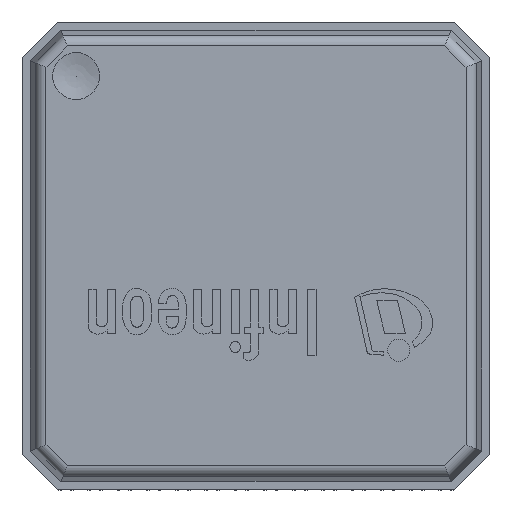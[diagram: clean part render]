
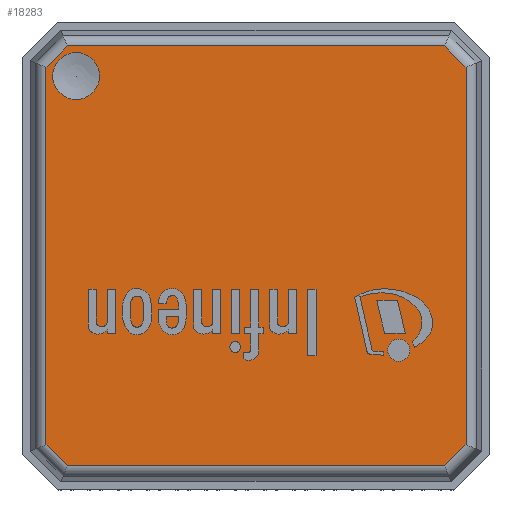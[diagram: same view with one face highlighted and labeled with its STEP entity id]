
A CAD part, top view. The second image highlights one B-rep face of the part: STEP entity #18283.
In plain terms, the highlighted planar face has unit normal (0, 0, 1).
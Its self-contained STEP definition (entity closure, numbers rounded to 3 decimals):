
#2084=LINE('',#30569,#4118);
#2086=LINE('',#30577,#4120);
#2088=LINE('',#30583,#4122);
#2091=LINE('',#30591,#4125);
#2093=LINE('',#30597,#4127);
#2095=LINE('',#30603,#4129);
#2097=LINE('',#30609,#4131);
#2099=LINE('',#30613,#4133);
#4118=VECTOR('',#24833,1.);
#4120=VECTOR('',#24841,1.);
#4122=VECTOR('',#24847,1.);
#4125=VECTOR('',#24854,1.);
#4127=VECTOR('',#24860,1.);
#4129=VECTOR('',#24866,1.);
#4131=VECTOR('',#24872,1.);
#4133=VECTOR('',#24878,1.);
#4859=PLANE('',#19862);
#5017=FACE_BOUND('',#7348,.T.);
#6299=FACE_OUTER_BOUND('',#7347,.T.);
#7347=EDGE_LOOP('',(#17192,#17193,#17194,#17195,#17196,#17197,#17198,#17199));
#7348=EDGE_LOOP('',(#17200));
#7874=CIRCLE('',#19863,0.4);
#9520=VERTEX_POINT('',#30567);
#9521=VERTEX_POINT('',#30568);
#9524=VERTEX_POINT('',#30576);
#9526=VERTEX_POINT('',#30582);
#9529=VERTEX_POINT('',#30590);
#9531=VERTEX_POINT('',#30596);
#9533=VERTEX_POINT('',#30602);
#9535=VERTEX_POINT('',#30608);
#9541=VERTEX_POINT('',#30633);
#12065=EDGE_CURVE('',#9520,#9521,#2084,.T.);
#12069=EDGE_CURVE('',#9521,#9524,#2086,.T.);
#12072=EDGE_CURVE('',#9524,#9526,#2088,.T.);
#12076=EDGE_CURVE('',#9526,#9529,#2091,.T.);
#12079=EDGE_CURVE('',#9529,#9531,#2093,.T.);
#12082=EDGE_CURVE('',#9531,#9533,#2095,.T.);
#12085=EDGE_CURVE('',#9533,#9535,#2097,.T.);
#12088=EDGE_CURVE('',#9535,#9520,#2099,.T.);
#12098=EDGE_CURVE('',#9541,#9541,#7874,.T.);
#17192=ORIENTED_EDGE('',*,*,#12065,.F.);
#17193=ORIENTED_EDGE('',*,*,#12088,.F.);
#17194=ORIENTED_EDGE('',*,*,#12085,.F.);
#17195=ORIENTED_EDGE('',*,*,#12082,.F.);
#17196=ORIENTED_EDGE('',*,*,#12079,.F.);
#17197=ORIENTED_EDGE('',*,*,#12076,.F.);
#17198=ORIENTED_EDGE('',*,*,#12072,.F.);
#17199=ORIENTED_EDGE('',*,*,#12069,.F.);
#17200=ORIENTED_EDGE('',*,*,#12098,.T.);
#18283=ADVANCED_FACE('',(#6299,#5017),#4859,.T.);
#19862=AXIS2_PLACEMENT_3D('',#30632,#24896,#24897);
#19863=AXIS2_PLACEMENT_3D('',#30634,#24898,#24899);
#24833=DIRECTION('',(0.,-1.,0.));
#24841=DIRECTION('',(-0.707,-0.707,0.));
#24847=DIRECTION('',(-1.,0.,0.));
#24854=DIRECTION('',(-0.707,0.707,0.));
#24860=DIRECTION('',(0.,1.,0.));
#24866=DIRECTION('',(0.707,0.707,0.));
#24872=DIRECTION('',(1.,0.,0.));
#24878=DIRECTION('',(0.707,-0.707,0.));
#24896=DIRECTION('center_axis',(0.,0.,1.));
#24897=DIRECTION('ref_axis',(1.,0.,0.));
#24898=DIRECTION('center_axis',(0.,0.,-1.));
#24899=DIRECTION('ref_axis',(1.,0.,0.));
#30567=CARTESIAN_POINT('',(3.59,3.224,0.9));
#30568=CARTESIAN_POINT('',(3.59,-3.224,0.9));
#30569=CARTESIAN_POINT('',(3.59,1.667,0.9));
#30576=CARTESIAN_POINT('',(3.224,-3.59,0.9));
#30577=CARTESIAN_POINT('',(3.537,-3.277,0.9));
#30582=CARTESIAN_POINT('',(-3.224,-3.59,0.9));
#30583=CARTESIAN_POINT('',(1.667,-3.59,0.9));
#30590=CARTESIAN_POINT('',(-3.59,-3.224,0.9));
#30591=CARTESIAN_POINT('',(-3.277,-3.537,0.9));
#30596=CARTESIAN_POINT('',(-3.59,3.224,0.9));
#30597=CARTESIAN_POINT('',(-3.59,-1.667,0.9));
#30602=CARTESIAN_POINT('',(-3.224,3.59,0.9));
#30603=CARTESIAN_POINT('',(-3.537,3.277,0.9));
#30608=CARTESIAN_POINT('',(3.224,3.59,0.9));
#30609=CARTESIAN_POINT('',(-1.667,3.59,0.9));
#30613=CARTESIAN_POINT('',(3.277,3.537,0.9));
#30632=CARTESIAN_POINT('Origin',(0.,0.,0.9));
#30633=CARTESIAN_POINT('',(-2.675,3.075,0.9));
#30634=CARTESIAN_POINT('Origin',(-3.075,3.075,0.9));
